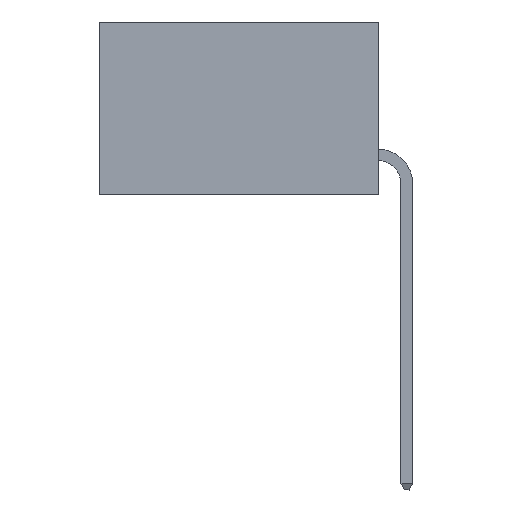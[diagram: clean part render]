
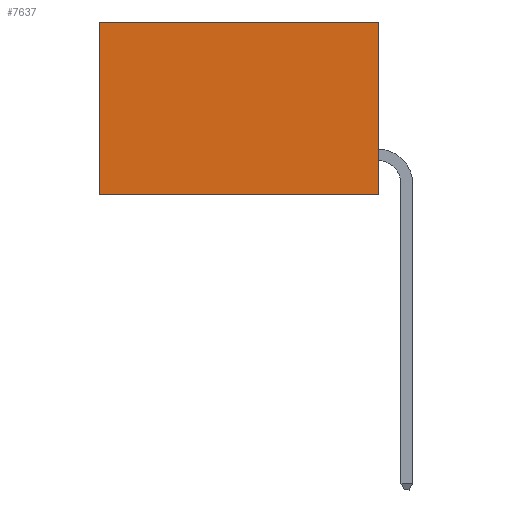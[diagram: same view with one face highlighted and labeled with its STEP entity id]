
A CAD part, left-side view. The second image highlights one B-rep face of the part: STEP entity #7637.
In plain terms, the highlighted planar face has unit normal (-1, 0, 0).
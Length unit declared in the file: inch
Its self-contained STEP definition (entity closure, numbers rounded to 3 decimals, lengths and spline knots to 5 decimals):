
#34 = CARTESIAN_POINT ( 'NONE',  ( 0.298, 0.6, 0. ) ) ;
#1151 = EDGE_CURVE ( 'NONE', #15769, #15553, #4733, .T. ) ;
#1379 = EDGE_CURVE ( 'NONE', #6173, #21510, #19734, .T. ) ;
#1977 = ORIENTED_EDGE ( 'NONE', *, *, #8115, .F. ) ;
#2580 = VECTOR ( 'NONE', #2898, 39.37008 ) ;
#2898 = DIRECTION ( 'NONE',  ( 0., 1., 0. ) ) ;
#3923 = ORIENTED_EDGE ( 'NONE', *, *, #1379, .F. ) ;
#4025 = DIRECTION ( 'NONE',  ( 1., 0., 0. ) ) ;
#4733 = LINE ( 'NONE', #10289, #5244 ) ;
#5244 = VECTOR ( 'NONE', #19230, 39.37008 ) ;
#5383 = CARTESIAN_POINT ( 'NONE',  ( 0.298, 0.6, 0. ) ) ;
#5566 = PLANE ( 'NONE',  #14417 ) ;
#6173 = VERTEX_POINT ( 'NONE', #14059 ) ;
#6274 = CARTESIAN_POINT ( 'NONE',  ( 0.298, 0., 0. ) ) ;
#7637 = ADVANCED_FACE ( 'NONE', ( #7657 ), #5566, .F. ) ;
#7657 = FACE_OUTER_BOUND ( 'NONE', #20944, .T. ) ;
#8115 = EDGE_CURVE ( 'NONE', #15769, #6173, #20271, .T. ) ;
#8710 = VECTOR ( 'NONE', #20087, 39.37008 ) ;
#10289 = CARTESIAN_POINT ( 'NONE',  ( 0.298, 0., 0. ) ) ;
#13015 = CARTESIAN_POINT ( 'NONE',  ( 0.298, 0., -0.37 ) ) ;
#13085 = ORIENTED_EDGE ( 'NONE', *, *, #1151, .T. ) ;
#14059 = CARTESIAN_POINT ( 'NONE',  ( 0.298, 0., -0.37 ) ) ;
#14417 = AXIS2_PLACEMENT_3D ( 'NONE', #15739, #4025, #19190 ) ;
#14455 = LINE ( 'NONE', #34, #15495 ) ;
#14651 = EDGE_CURVE ( 'NONE', #15553, #21510, #14455, .T. ) ;
#15302 = CARTESIAN_POINT ( 'NONE',  ( 0.298, 0., 0. ) ) ;
#15495 = VECTOR ( 'NONE', #17141, 39.37008 ) ;
#15553 = VERTEX_POINT ( 'NONE', #5383 ) ;
#15739 = CARTESIAN_POINT ( 'NONE',  ( 0.298, 0., 0. ) ) ;
#15769 = VERTEX_POINT ( 'NONE', #6274 ) ;
#17141 = DIRECTION ( 'NONE',  ( 0., 0., -1. ) ) ;
#18601 = CARTESIAN_POINT ( 'NONE',  ( 0.298, 0.6, -0.37 ) ) ;
#19190 = DIRECTION ( 'NONE',  ( 0., 0., -1. ) ) ;
#19230 = DIRECTION ( 'NONE',  ( 0., 1., 0. ) ) ;
#19734 = LINE ( 'NONE', #13015, #2580 ) ;
#20087 = DIRECTION ( 'NONE',  ( 0., 0., -1. ) ) ;
#20271 = LINE ( 'NONE', #15302, #8710 ) ;
#20944 = EDGE_LOOP ( 'NONE', ( #21799, #3923, #1977, #13085 ) ) ;
#21510 = VERTEX_POINT ( 'NONE', #18601 ) ;
#21799 = ORIENTED_EDGE ( 'NONE', *, *, #14651, .T. ) ;
